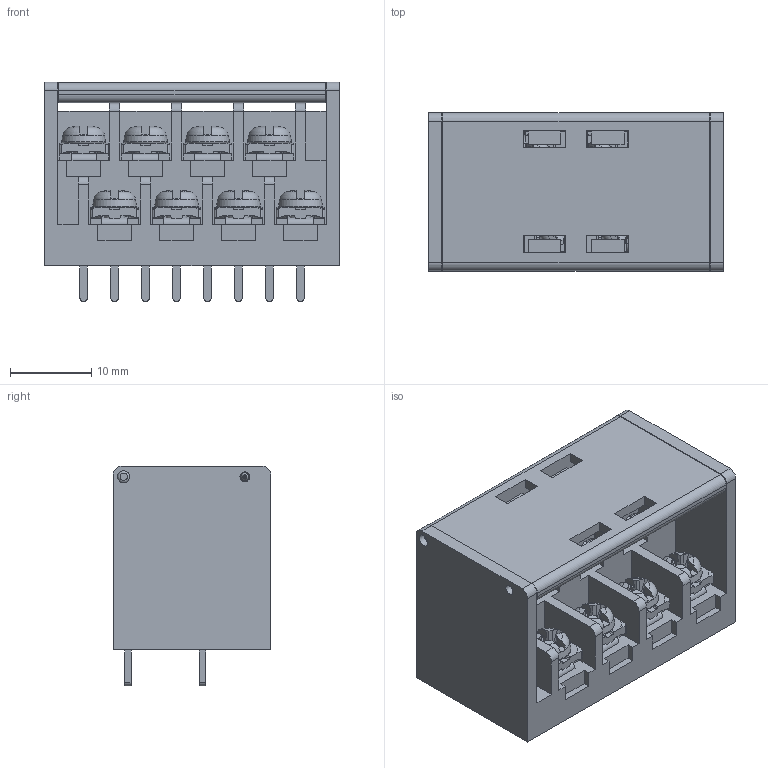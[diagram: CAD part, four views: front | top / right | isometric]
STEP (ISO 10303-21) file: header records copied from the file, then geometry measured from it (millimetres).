
FILE_DESCRIPTION( ( 'Unknown' ), '1' );
FILE_NAME( 'TD1-224104.stp', 'Unknown', ( 'Unknown' ), ( 'Unknown' ), 'XStep 1.0', 'Unknown', ' ' );
FILE_SCHEMA( ( 'automotive_design' ) );
Length unit declared in the file: millimetre
Products named in the file (1): 1
Bounding box: 36.18 x 19.4 x 27 mm (x, y, z)
Volume: 8377.3 mm3; surface area: 9646 mm2
Topology: 1 solids, 4 shells, 1192 faces, 3348 edges, 2214 vertices
Faces by surface type: plane 754, cylinder 221, cone 98, torus 50, revolution 35, bspline 34
Full cylindrical faces by diameter (mm): 1.2 x2, 1.5 x4, 2.59 x4, 2.6 x8
Entity records: 39805 total; most frequent: CARTESIAN_POINT 9827, ORIENTED_EDGE 6514, DIRECTION 5836, EDGE_CURVE 3257, VERTEX_POINT 2183, AXIS2_PLACEMENT_3D 1943, LINE 1915, VECTOR 1915
